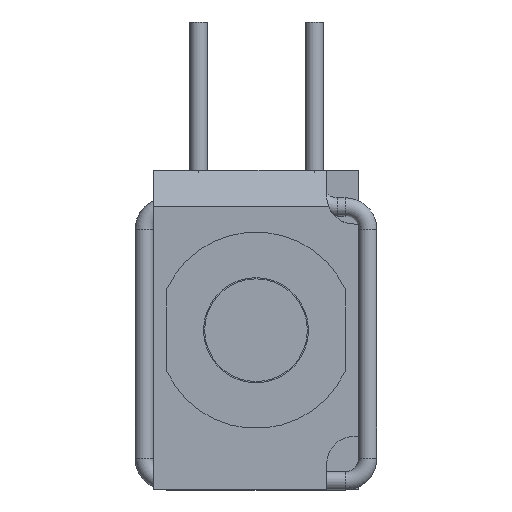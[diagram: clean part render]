
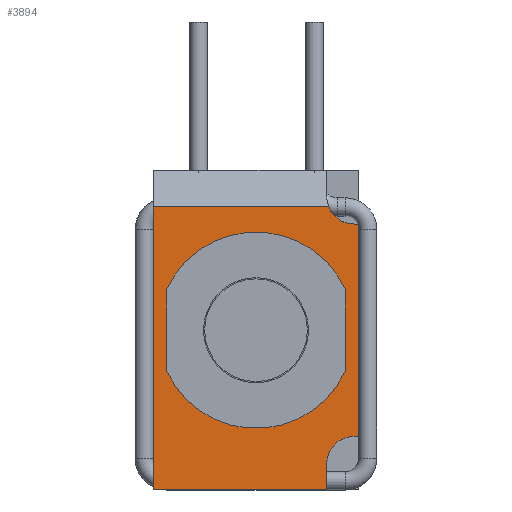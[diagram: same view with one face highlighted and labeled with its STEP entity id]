
A CAD part, front view. The second image highlights one B-rep face of the part: STEP entity #3894.
In plain terms, the highlighted planar face has unit normal (0, -1, 0).
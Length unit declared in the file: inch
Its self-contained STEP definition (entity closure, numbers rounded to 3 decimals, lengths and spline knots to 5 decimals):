
#908=CARTESIAN_POINT('',(0.08858,-0.22953,0.09154));
#909=VERTEX_POINT('',#908);
#916=CARTESIAN_POINT('',(0.08858,-0.22953,-0.09154));
#917=VERTEX_POINT('',#916);
#918=CARTESIAN_POINT('',(0.08858,-0.22953,-0.09154));
#919=DIRECTION('',(0.0,0.0,1.0));
#920=VECTOR('',#919,0.18307);
#921=LINE('',#918,#920);
#922=EDGE_CURVE('',#917,#909,#921,.T.);
#3468=CARTESIAN_POINT('',(0.08465,-0.22953,-0.09154));
#3469=VERTEX_POINT('',#3468);
#3476=CARTESIAN_POINT('',(0.06102,-0.22953,-0.11516));
#3477=VERTEX_POINT('',#3476);
#3478=CARTESIAN_POINT('',(0.08465,-0.22953,-0.11516));
#3479=DIRECTION('',(0.0,1.0,0.0));
#3480=DIRECTION('',(0.0,0.0,1.0));
#3481=AXIS2_PLACEMENT_3D('',#3478,#3479,#3480);
#3482=CIRCLE('',#3481,0.02362);
#3483=EDGE_CURVE('',#3477,#3469,#3482,.T.);
#3501=CARTESIAN_POINT('',(0.06102,-0.22953,-0.1378));
#3502=VERTEX_POINT('',#3501);
#3503=CARTESIAN_POINT('',(0.06102,-0.22953,-0.1378));
#3504=DIRECTION('',(0.0,0.0,1.0));
#3505=VECTOR('',#3504,0.02264);
#3506=LINE('',#3503,#3505);
#3507=EDGE_CURVE('',#3502,#3477,#3506,.T.);
#3533=CARTESIAN_POINT('',(0.08465,-0.22953,-0.09154));
#3534=DIRECTION('',(1.0,0.0,0.0));
#3535=VECTOR('',#3534,0.00394);
#3536=LINE('',#3533,#3535);
#3537=EDGE_CURVE('',#3469,#917,#3536,.T.);
#3571=CARTESIAN_POINT('',(0.06275,-0.22953,0.1063));
#3572=VERTEX_POINT('',#3571);
#3580=CARTESIAN_POINT('',(0.08465,-0.22953,0.09154));
#3581=VERTEX_POINT('',#3580);
#3582=CARTESIAN_POINT('',(0.08465,-0.22953,0.11516));
#3583=DIRECTION('',(0.0,1.0,0.0));
#3584=DIRECTION('',(-1.0,0.0,0.0));
#3585=AXIS2_PLACEMENT_3D('',#3582,#3583,#3584);
#3586=CIRCLE('',#3585,0.02362);
#3587=EDGE_CURVE('',#3581,#3572,#3586,.T.);
#3608=CARTESIAN_POINT('',(0.08858,-0.22953,0.09154));
#3609=DIRECTION('',(-1.0,0.0,0.0));
#3610=VECTOR('',#3609,0.00394);
#3611=LINE('',#3608,#3610);
#3612=EDGE_CURVE('',#909,#3581,#3611,.T.);
#3660=CARTESIAN_POINT('',(-0.08858,-0.22953,0.1063));
#3661=VERTEX_POINT('',#3660);
#3668=CARTESIAN_POINT('',(0.06275,-0.22953,0.1063));
#3669=DIRECTION('',(-1.0,0.0,0.0));
#3670=VECTOR('',#3669,0.15133);
#3671=LINE('',#3668,#3670);
#3672=EDGE_CURVE('',#3572,#3661,#3671,.T.);
#3733=CARTESIAN_POINT('',(-0.07677,-0.22953,-0.03565));
#3734=VERTEX_POINT('',#3733);
#3741=CARTESIAN_POINT('',(0.07677,-0.22953,-0.03565));
#3742=VERTEX_POINT('',#3741);
#3743=CARTESIAN_POINT('',(0.0,-0.22953,0.0));
#3744=DIRECTION('',(0.0,1.0,0.0));
#3745=DIRECTION('',(-0.907,0.0,-0.421));
#3746=AXIS2_PLACEMENT_3D('',#3743,#3744,#3745);
#3747=CIRCLE('',#3746,0.08465);
#3748=EDGE_CURVE('',#3742,#3734,#3747,.T.);
#3772=CARTESIAN_POINT('',(-0.07677,-0.22953,0.03565));
#3773=VERTEX_POINT('',#3772);
#3780=CARTESIAN_POINT('',(-0.07677,-0.22953,-0.03565));
#3781=DIRECTION('',(0.0,0.0,1.0));
#3782=VECTOR('',#3781,0.0713);
#3783=LINE('',#3780,#3782);
#3784=EDGE_CURVE('',#3734,#3773,#3783,.T.);
#3804=CARTESIAN_POINT('',(0.07677,-0.22953,0.03565));
#3805=VERTEX_POINT('',#3804);
#3812=CARTESIAN_POINT('',(0.0,-0.22953,0.0));
#3813=DIRECTION('',(0.0,1.0,0.0));
#3814=DIRECTION('',(0.907,0.0,0.421));
#3815=AXIS2_PLACEMENT_3D('',#3812,#3813,#3814);
#3816=CIRCLE('',#3815,0.08465);
#3817=EDGE_CURVE('',#3773,#3805,#3816,.T.);
#3835=CARTESIAN_POINT('',(0.07677,-0.22953,0.03565));
#3836=DIRECTION('',(0.0,0.0,-1.0));
#3837=VECTOR('',#3836,0.0713);
#3838=LINE('',#3835,#3837);
#3839=EDGE_CURVE('',#3805,#3742,#3838,.T.);
#3860=CARTESIAN_POINT('',(-0.09744,-0.22953,0.1185));
#3861=DIRECTION('',(0.0,-1.0,0.0));
#3862=DIRECTION('',(0.0,0.0,-1.0));
#3863=AXIS2_PLACEMENT_3D('',#3860,#3861,#3862);
#3864=PLANE('',#3863);
#3865=ORIENTED_EDGE('',*,*,#3537,.T.);
#3866=ORIENTED_EDGE('',*,*,#922,.T.);
#3867=ORIENTED_EDGE('',*,*,#3612,.T.);
#3868=ORIENTED_EDGE('',*,*,#3587,.T.);
#3869=ORIENTED_EDGE('',*,*,#3672,.T.);
#3870=CARTESIAN_POINT('',(-0.08858,-0.22953,-0.1378));
#3871=VERTEX_POINT('',#3870);
#3872=CARTESIAN_POINT('',(-0.08858,-0.22953,0.1063));
#3873=DIRECTION('',(0.0,0.0,-1.0));
#3874=VECTOR('',#3873,0.24409);
#3875=LINE('',#3872,#3874);
#3876=EDGE_CURVE('',#3661,#3871,#3875,.T.);
#3877=ORIENTED_EDGE('',*,*,#3876,.T.);
#3878=CARTESIAN_POINT('',(-0.08858,-0.22953,-0.1378));
#3879=DIRECTION('',(1.0,0.0,0.0));
#3880=VECTOR('',#3879,0.14961);
#3881=LINE('',#3878,#3880);
#3882=EDGE_CURVE('',#3871,#3502,#3881,.T.);
#3883=ORIENTED_EDGE('',*,*,#3882,.T.);
#3884=ORIENTED_EDGE('',*,*,#3507,.T.);
#3885=ORIENTED_EDGE('',*,*,#3483,.T.);
#3886=EDGE_LOOP('',(#3865,#3866,#3867,#3868,#3869,#3877,#3883,#3884,#3885));
#3887=FACE_OUTER_BOUND('',#3886,.T.);
#3888=ORIENTED_EDGE('',*,*,#3748,.T.);
#3889=ORIENTED_EDGE('',*,*,#3784,.T.);
#3890=ORIENTED_EDGE('',*,*,#3817,.T.);
#3891=ORIENTED_EDGE('',*,*,#3839,.T.);
#3892=EDGE_LOOP('',(#3888,#3889,#3890,#3891));
#3893=FACE_BOUND('',#3892,.T.);
#3894=ADVANCED_FACE('',(#3887,#3893),#3864,.T.);
